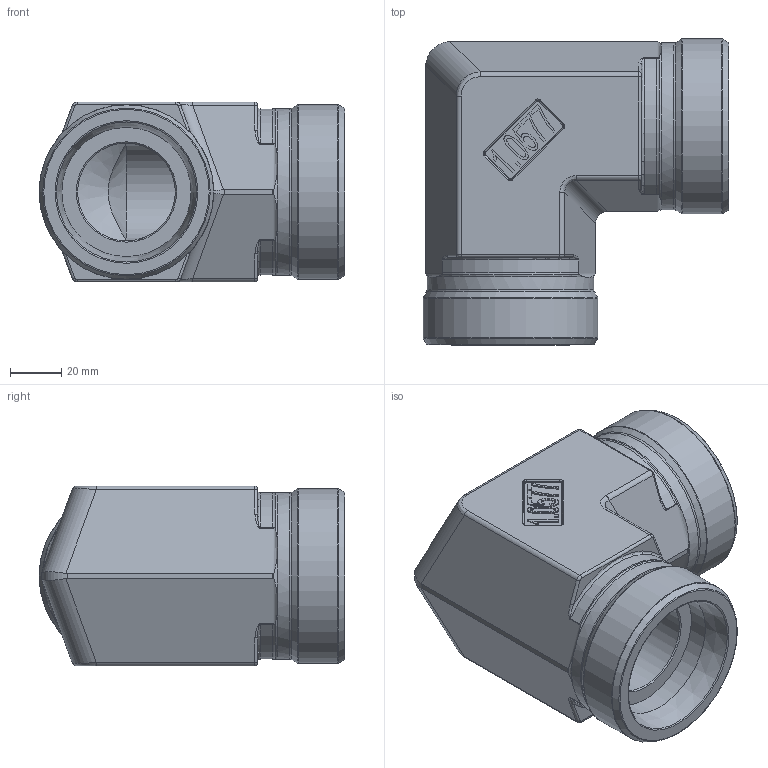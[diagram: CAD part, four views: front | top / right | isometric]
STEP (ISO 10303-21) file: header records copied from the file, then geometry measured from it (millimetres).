
FILE_DESCRIPTION(/* description */ (''),/* implementation_level */ '2;1');
FILE_NAME(/* name */ 'X-WV50.stp',/* time_stamp */ '2025-01-16T12:22:26+01:00',/* author */ (''),/* organization */ (''),/* preprocessor_version */ 'ST-DEVELOPER v16',/* originating_system */ 'SIEMENS PLM Software NX 10.0',/* authorisation */ '');
FILE_SCHEMA (('AP203_CONFIGURATION_CONTROLLED_3D_DESIGN_OF_MECHANICAL_PARTS_AND_ASSEMBLIES_MIM_LF { 1 0 10303 403 2 1 2}'));
Length unit declared in the file: millimetre
Products named in the file (1): nwer41844EE665zj
Bounding box: 119 x 119 x 70 mm (x, y, z)
Volume: 398940.5 mm3; surface area: 63563.3 mm2
Topology: 1 solids, 1 shells, 260 faces, 634 edges, 392 vertices
Faces by surface type: plane 89, cylinder 70, torus 50, bspline 24, extrusion 17, cone 10
Full cylindrical faces by diameter (mm): 38 x2, 50.26 x2, 64.9 x2, 68 x2
Entity records: 8579 total; most frequent: CARTESIAN_POINT 2861, ORIENTED_EDGE 1204, DIRECTION 1073, EDGE_CURVE 602, AXIS2_PLACEMENT_3D 439, VERTEX_POINT 386, EDGE_LOOP 304, ADVANCED_FACE 260
